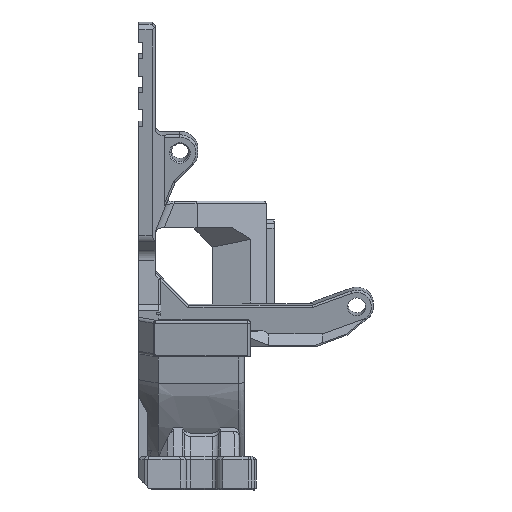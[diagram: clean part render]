
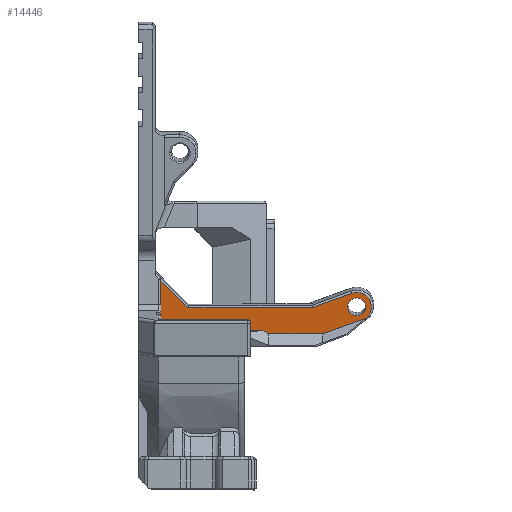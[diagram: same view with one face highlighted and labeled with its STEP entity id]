
A CAD part, left-side view. The second image highlights one B-rep face of the part: STEP entity #14446.
In plain terms, the highlighted planar face has unit normal (-0.985, 0, -0.174).
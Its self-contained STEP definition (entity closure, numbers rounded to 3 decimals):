
#351=FACE_BOUND('',#2197,.T.);
#572=PLANE('',#15463);
#1365=FACE_OUTER_BOUND('',#2196,.T.);
#2196=EDGE_LOOP('',(#11940,#11941,#11942,#11943,#11944,#11945,#11946,#11947,
#11948,#11949,#11950,#11951));
#2197=EDGE_LOOP('',(#11952));
#3668=LINE('',#32799,#4971);
#3696=LINE('',#32857,#4999);
#3697=LINE('',#32860,#5000);
#3698=LINE('',#32862,#5001);
#3699=LINE('',#32866,#5002);
#3700=LINE('',#32868,#5003);
#3701=LINE('',#32870,#5004);
#3702=LINE('',#32872,#5005);
#3703=LINE('',#32874,#5006);
#3704=LINE('',#32876,#5007);
#3705=LINE('',#32877,#5008);
#4971=VECTOR('',#17991,10.);
#4999=VECTOR('',#18033,10.);
#5000=VECTOR('',#18036,10.);
#5001=VECTOR('',#18037,10.);
#5002=VECTOR('',#18040,10.);
#5003=VECTOR('',#18041,10.);
#5004=VECTOR('',#18042,10.);
#5005=VECTOR('',#18043,1000.);
#5006=VECTOR('',#18044,10.);
#5007=VECTOR('',#18045,1000.);
#5008=VECTOR('',#18046,10.);
#5790=CIRCLE('',#15446,2.2);
#5794=CIRCLE('',#15464,3.556);
#6854=VERTEX_POINT('',#32643);
#6875=VERTEX_POINT('',#32796);
#6876=VERTEX_POINT('',#32798);
#6899=VERTEX_POINT('',#32855);
#6900=VERTEX_POINT('',#32859);
#6901=VERTEX_POINT('',#32861);
#6902=VERTEX_POINT('',#32863);
#6903=VERTEX_POINT('',#32865);
#6904=VERTEX_POINT('',#32867);
#6905=VERTEX_POINT('',#32869);
#6906=VERTEX_POINT('',#32871);
#6907=VERTEX_POINT('',#32873);
#6908=VERTEX_POINT('',#32875);
#8655=EDGE_CURVE('',#6854,#6854,#5790,.F.);
#8686=EDGE_CURVE('',#6876,#6875,#3668,.T.);
#8715=EDGE_CURVE('',#6875,#6899,#3696,.F.);
#8716=EDGE_CURVE('',#6899,#6900,#3697,.T.);
#8717=EDGE_CURVE('',#6901,#6900,#3698,.F.);
#8718=EDGE_CURVE('',#6902,#6901,#5794,.T.);
#8719=EDGE_CURVE('',#6903,#6902,#3699,.T.);
#8720=EDGE_CURVE('',#6904,#6903,#3700,.T.);
#8721=EDGE_CURVE('',#6905,#6904,#3701,.T.);
#8722=EDGE_CURVE('',#6905,#6906,#3702,.T.);
#8723=EDGE_CURVE('',#6906,#6907,#3703,.F.);
#8724=EDGE_CURVE('',#6908,#6907,#3704,.T.);
#8725=EDGE_CURVE('',#6908,#6876,#3705,.F.);
#11940=ORIENTED_EDGE('',*,*,#8686,.T.);
#11941=ORIENTED_EDGE('',*,*,#8715,.T.);
#11942=ORIENTED_EDGE('',*,*,#8716,.T.);
#11943=ORIENTED_EDGE('',*,*,#8717,.F.);
#11944=ORIENTED_EDGE('',*,*,#8718,.F.);
#11945=ORIENTED_EDGE('',*,*,#8719,.F.);
#11946=ORIENTED_EDGE('',*,*,#8720,.F.);
#11947=ORIENTED_EDGE('',*,*,#8721,.F.);
#11948=ORIENTED_EDGE('',*,*,#8722,.T.);
#11949=ORIENTED_EDGE('',*,*,#8723,.T.);
#11950=ORIENTED_EDGE('',*,*,#8724,.F.);
#11951=ORIENTED_EDGE('',*,*,#8725,.T.);
#11952=ORIENTED_EDGE('',*,*,#8655,.T.);
#14446=ADVANCED_FACE('',(#1365,#351),#572,.F.);
#15446=AXIS2_PLACEMENT_3D('',#32644,#17947,#17948);
#15463=AXIS2_PLACEMENT_3D('',#32858,#18034,#18035);
#15464=AXIS2_PLACEMENT_3D('',#32864,#18038,#18039);
#17947=DIRECTION('center_axis',(-0.985,0.,
-0.174));
#17948=DIRECTION('ref_axis',(0.174,0.,-0.985));
#17991=DIRECTION('',(0.092,-0.848,-0.522));
#18033=DIRECTION('',(0.,1.,0.));
#18034=DIRECTION('center_axis',(0.985,0.,
0.174));
#18035=DIRECTION('ref_axis',(0.174,0.,-0.985));
#18036=DIRECTION('',(-0.06,-0.939,0.339));
#18037=DIRECTION('',(0.166,0.3,-0.939));
#18038=DIRECTION('center_axis',(0.985,0.,
0.174));
#18039=DIRECTION('ref_axis',(-0.104,-0.8,0.59));
#18040=DIRECTION('',(-0.06,-0.939,0.339));
#18041=DIRECTION('',(0.,-1.,0.));
#18042=DIRECTION('',(0.123,-0.707,-0.696));
#18043=DIRECTION('',(0.174,0.,-0.985));
#18044=DIRECTION('',(0.,1.,0.));
#18045=DIRECTION('',(0.174,0.,-0.985));
#18046=DIRECTION('',(0.,1.,0.));
#32643=CARTESIAN_POINT('',(-17.646,-57.097,63.29));
#32644=CARTESIAN_POINT('Origin',(-17.264,-57.097,61.123));
#32796=CARTESIAN_POINT('',(-16.106,-35.649,54.554));
#32798=CARTESIAN_POINT('',(-16.254,-34.291,55.391));
#32799=CARTESIAN_POINT('',(-16.791,-29.345,58.438));
#32855=CARTESIAN_POINT('',(-16.106,-48.756,54.554));
#32857=CARTESIAN_POINT('',(-16.106,-25.375,54.554));
#32858=CARTESIAN_POINT('Origin',(-16.147,-19.597,54.785));
#32859=CARTESIAN_POINT('',(-16.773,-59.217,58.337));
#32860=CARTESIAN_POINT('',(-16.008,-47.215,53.997));
#32861=CARTESIAN_POINT('',(-16.768,-59.208,58.306));
#32862=CARTESIAN_POINT('',(-15.157,-56.289,49.171));
#32863=CARTESIAN_POINT('',(-17.844,-55.871,64.41));
#32864=CARTESIAN_POINT('Origin',(-17.264,-57.097,61.123));
#32865=CARTESIAN_POINT('',(-17.236,-46.339,60.964));
#32866=CARTESIAN_POINT('',(-16.724,-38.307,58.06));
#32867=CARTESIAN_POINT('',(-17.236,-16.045,60.964));
#32868=CARTESIAN_POINT('',(-17.236,-19.597,60.964));
#32869=CARTESIAN_POINT('',(-18.373,-9.497,67.412));
#32870=CARTESIAN_POINT('',(-16.755,-18.816,58.235));
#32871=CARTESIAN_POINT('',(-15.927,-9.497,53.541));
#32872=CARTESIAN_POINT('',(-16.147,-9.497,54.785));
#32873=CARTESIAN_POINT('',(-15.927,-29.697,53.541));
#32874=CARTESIAN_POINT('',(-15.927,-19.208,53.541));
#32875=CARTESIAN_POINT('',(-16.254,-29.697,55.391));
#32876=CARTESIAN_POINT('',(-16.147,-29.697,54.785));
#32877=CARTESIAN_POINT('',(-16.254,-18.597,55.391));
